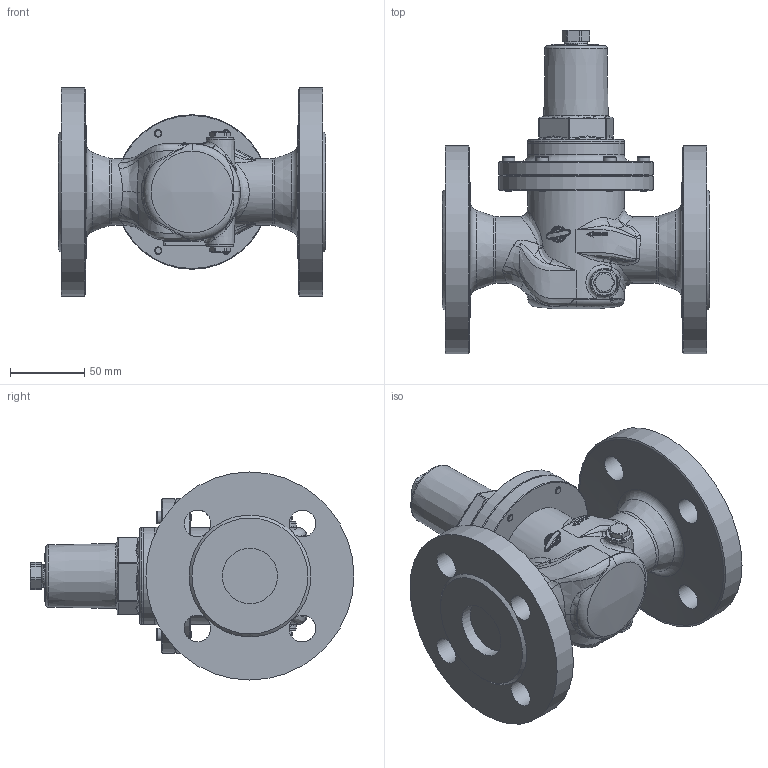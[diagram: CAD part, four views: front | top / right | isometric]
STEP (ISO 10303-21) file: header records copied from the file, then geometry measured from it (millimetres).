
FILE_DESCRIPTION(/* description */ (''),/* implementation_level */ '2;1');
FILE_NAME(/* name */ '085005.stp',/* time_stamp */ '2024-01-23T08:46:41+01:00',/* author */ ('gninka'),/* organization */ (''),/* preprocessor_version */ 'ST-DEVELOPER v19',/* originating_system */ 'Autodesk Inventor 2023',/* authorisation */ '');
FILE_SCHEMA (('AUTOMOTIVE_DESIGN { 1 0 10303 214 3 1 1 }'));
Products named in the file (1): 085005-56330.20240123_step
Bounding box: 180 x 217.98 x 140 mm (x, y, z)
Volume: 1230299.3 mm3; surface area: 139377.7 mm2
Topology: 1 solids, 1 shells, 628 faces, 1702 edges, 1094 vertices
Faces by surface type: bspline 249, plane 173, cylinder 103, cone 54, torus 40, sphere 9
Full cylindrical faces by diameter (mm): 2 x1, 5 x7, 8.5 x6, 10 x1, 10.2 x1, 15 x1, 18 x10, 37.2 x2, 45 x2, 65 x2, 104 x2, 140 x2
Entity records: 36043 total; most frequent: CARTESIAN_POINT 22402, ORIENTED_EDGE 3372, DIRECTION 2045, EDGE_CURVE 1686, VERTEX_POINT 1094, AXIS2_PLACEMENT_3D 856, B_SPLINE_CURVE_WITH_KNOTS 787, EDGE_LOOP 678
